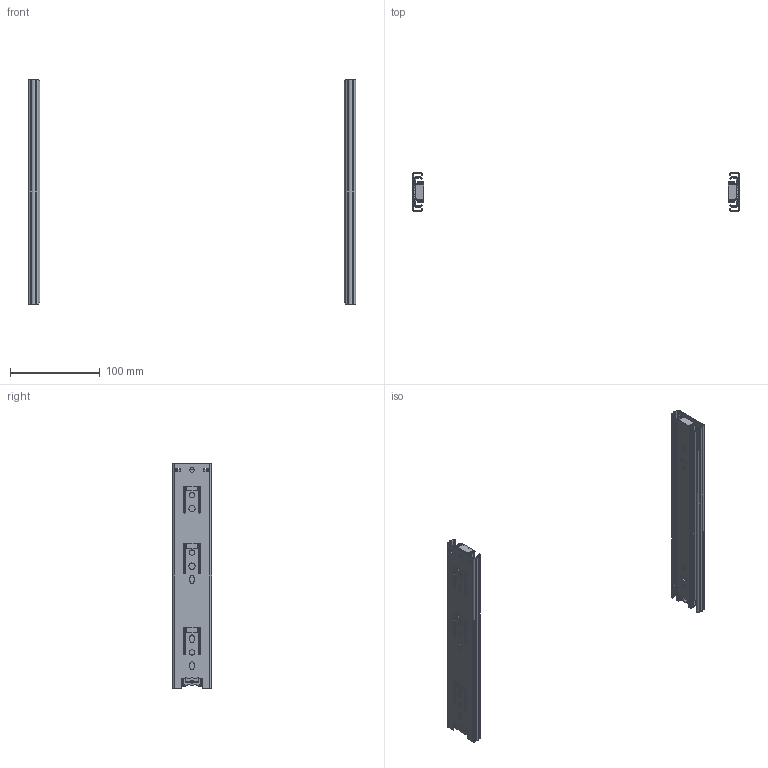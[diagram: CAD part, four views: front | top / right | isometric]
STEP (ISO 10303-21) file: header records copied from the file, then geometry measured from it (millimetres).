
FILE_DESCRIPTION(/* description */ (''),/* implementation_level */ '2;1');
FILE_NAME(/* name */ 'PK-0H45250HK.stp',/* time_stamp */ '2022-04-20T16:37:10+02:00',/* author */ ('tomaszw'),/* organization */ (''),/* preprocessor_version */ 'ST-DEVELOPER v18.1',/* originating_system */ 'Autodesk Inventor 2021',/* authorisation */ '');
FILE_SCHEMA (('AUTOMOTIVE_DESIGN { 1 0 10303 214 3 1 1 }'));
Length unit declared in the file: millimetre
Products named in the file (5): PK-0H45-250-HK; Blokada_5; PK-0H45_1-250-HK; PK-0H45_2-250-HK; PK-0H45_3-250-HK
Assembly tree (8 placements, depth 2):
  PK-0H45-250-HK
    Blokada_5  x2
    PK-0H45_1-250-HK  x2
    PK-0H45_2-250-HK  x2
    PK-0H45_3-250-HK  x2
Bounding box: 364 x 43.98 x 250 mm (x, y, z)
Volume: 72846.6 mm3; surface area: 148138 mm2
Topology: 8 solids, 8 shells, 442 faces, 1270 edges, 844 vertices
Faces by surface type: cylinder 222, plane 216, cone 4
Full cylindrical faces by diameter (mm): 4.5 x4, 5 x2, 6 x6, 7 x4
Entity records: 7917 total; most frequent: CARTESIAN_POINT 1383, DIRECTION 1315, ORIENTED_EDGE 1270, EDGE_CURVE 635, AXIS2_PLACEMENT_3D 454, VERTEX_POINT 422, LINE 407, VECTOR 407
